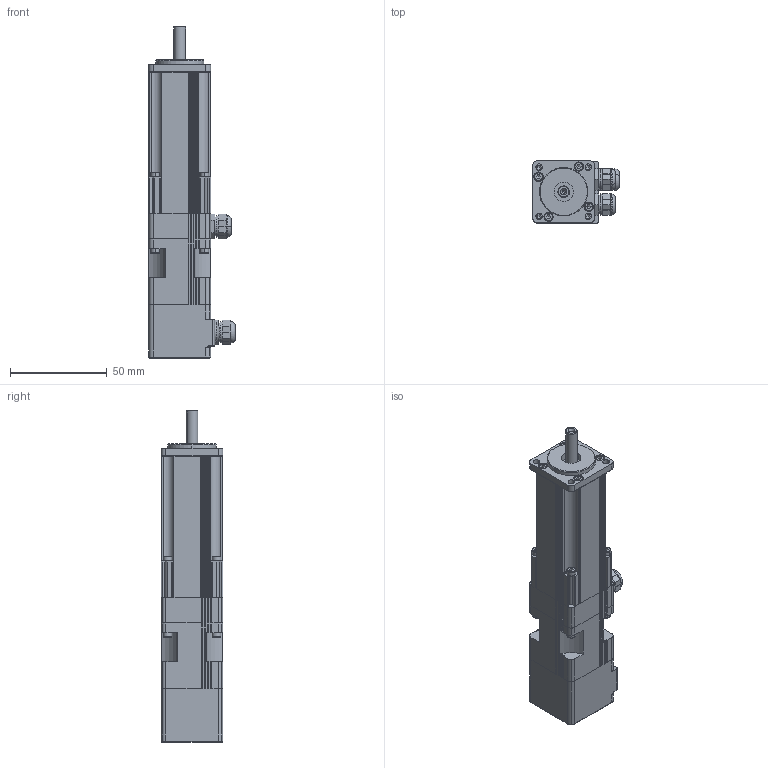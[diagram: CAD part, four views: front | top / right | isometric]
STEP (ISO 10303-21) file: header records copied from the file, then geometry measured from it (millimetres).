
FILE_DESCRIPTION((''),'2;1');
FILE_NAME('BL-03 + Fre.stp','2013-04-11T11:57:35',('arodrigo'),(''),'Autodesk Inventor 9','Autodesk Inventor 9','');
FILE_SCHEMA(('AUTOMOTIVE_DESIGN { 1 0 10303 214 1 1 1 1 }'));
Length unit declared in the file: millimetre
Products named in the file (1): Pieza1
Bounding box: 44.7 x 32 x 171.5 mm (x, y, z)
Volume: 145586.3 mm3; surface area: 30032.6 mm2
Topology: 1 solids, 17 shells, 1061 faces, 2624 edges, 1622 vertices
Faces by surface type: plane 603, cylinder 273, bspline 87, cone 54, torus 43, sphere 1
Entity records: 32028 total; most frequent: CARTESIAN_POINT 7088, DIRECTION 5261, ORIENTED_EDGE 5160, EDGE_CURVE 2580, AXIS2_PLACEMENT_3D 1842, VERTEX_POINT 1622, VECTOR 1577, LINE 1577
